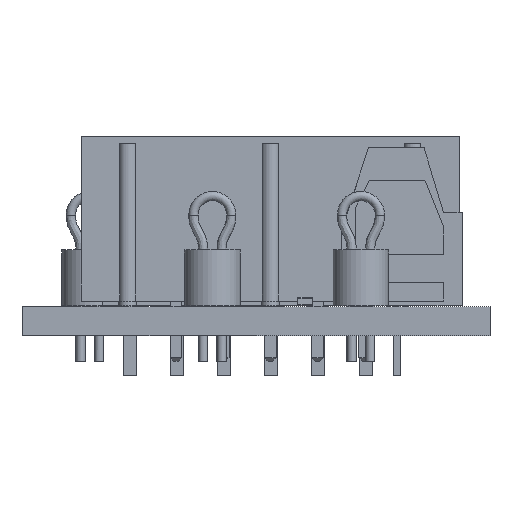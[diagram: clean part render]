
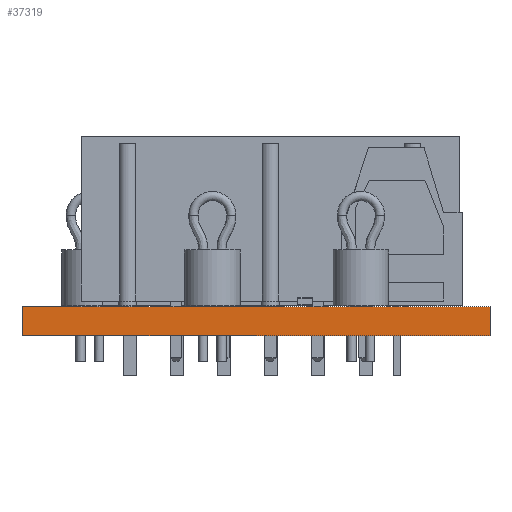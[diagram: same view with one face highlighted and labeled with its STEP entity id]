
A CAD part, front view. The second image highlights one B-rep face of the part: STEP entity #37319.
In plain terms, the highlighted planar face has unit normal (0, -1, 0).
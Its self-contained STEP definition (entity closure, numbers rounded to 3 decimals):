
#37319 = ADVANCED_FACE('',(#37320),#37334,.T.);
#37320 = FACE_BOUND('',#37321,.T.);
#37321 = EDGE_LOOP('',(#37322,#37357,#37385,#37413));
#37322 = ORIENTED_EDGE('',*,*,#37323,.T.);
#37323 = EDGE_CURVE('',#37324,#37326,#37328,.T.);
#37324 = VERTEX_POINT('',#37325);
#37325 = CARTESIAN_POINT('',(14.95,-34.67,0.));
#37326 = VERTEX_POINT('',#37327);
#37327 = CARTESIAN_POINT('',(14.95,-34.67,1.58));
#37328 = SURFACE_CURVE('',#37329,(#37333,#37345),.PCURVE_S1.);
#37329 = LINE('',#37330,#37331);
#37330 = CARTESIAN_POINT('',(14.95,-34.67,0.));
#37331 = VECTOR('',#37332,1.);
#37332 = DIRECTION('',(0.,0.,1.));
#37333 = PCURVE('',#37334,#37339);
#37334 = PLANE('',#37335);
#37335 = AXIS2_PLACEMENT_3D('',#37336,#37337,#37338);
#37336 = CARTESIAN_POINT('',(14.95,-34.67,0.));
#37337 = DIRECTION('',(0.,-1.,0.));
#37338 = DIRECTION('',(-1.,0.,0.));
#37339 = DEFINITIONAL_REPRESENTATION('',(#37340),#37344);
#37340 = LINE('',#37341,#37342);
#37341 = CARTESIAN_POINT('',(0.,-0.));
#37342 = VECTOR('',#37343,1.);
#37343 = DIRECTION('',(0.,-1.));
#37344 = ( GEOMETRIC_REPRESENTATION_CONTEXT(2) 
PARAMETRIC_REPRESENTATION_CONTEXT() REPRESENTATION_CONTEXT('2D SPACE',''
  ) );
#37345 = PCURVE('',#37346,#37351);
#37346 = PLANE('',#37347);
#37347 = AXIS2_PLACEMENT_3D('',#37348,#37349,#37350);
#37348 = CARTESIAN_POINT('',(14.95,30.33,0.));
#37349 = DIRECTION('',(1.,0.,-0.));
#37350 = DIRECTION('',(0.,-1.,0.));
#37351 = DEFINITIONAL_REPRESENTATION('',(#37352),#37356);
#37352 = LINE('',#37353,#37354);
#37353 = CARTESIAN_POINT('',(65.,0.));
#37354 = VECTOR('',#37355,1.);
#37355 = DIRECTION('',(0.,-1.));
#37356 = ( GEOMETRIC_REPRESENTATION_CONTEXT(2) 
PARAMETRIC_REPRESENTATION_CONTEXT() REPRESENTATION_CONTEXT('2D SPACE',''
  ) );
#37357 = ORIENTED_EDGE('',*,*,#37358,.T.);
#37358 = EDGE_CURVE('',#37326,#37359,#37361,.T.);
#37359 = VERTEX_POINT('',#37360);
#37360 = CARTESIAN_POINT('',(-10.25,-34.67,1.58));
#37361 = SURFACE_CURVE('',#37362,(#37366,#37373),.PCURVE_S1.);
#37362 = LINE('',#37363,#37364);
#37363 = CARTESIAN_POINT('',(14.95,-34.67,1.58));
#37364 = VECTOR('',#37365,1.);
#37365 = DIRECTION('',(-1.,0.,0.));
#37366 = PCURVE('',#37334,#37367);
#37367 = DEFINITIONAL_REPRESENTATION('',(#37368),#37372);
#37368 = LINE('',#37369,#37370);
#37369 = CARTESIAN_POINT('',(0.,-1.58));
#37370 = VECTOR('',#37371,1.);
#37371 = DIRECTION('',(1.,0.));
#37372 = ( GEOMETRIC_REPRESENTATION_CONTEXT(2) 
PARAMETRIC_REPRESENTATION_CONTEXT() REPRESENTATION_CONTEXT('2D SPACE',''
  ) );
#37373 = PCURVE('',#37374,#37379);
#37374 = PLANE('',#37375);
#37375 = AXIS2_PLACEMENT_3D('',#37376,#37377,#37378);
#37376 = CARTESIAN_POINT('',(2.35,-2.17,1.58));
#37377 = DIRECTION('',(-0.,-0.,-1.));
#37378 = DIRECTION('',(-1.,0.,0.));
#37379 = DEFINITIONAL_REPRESENTATION('',(#37380),#37384);
#37380 = LINE('',#37381,#37382);
#37381 = CARTESIAN_POINT('',(-12.6,-32.5));
#37382 = VECTOR('',#37383,1.);
#37383 = DIRECTION('',(1.,0.));
#37384 = ( GEOMETRIC_REPRESENTATION_CONTEXT(2) 
PARAMETRIC_REPRESENTATION_CONTEXT() REPRESENTATION_CONTEXT('2D SPACE',''
  ) );
#37385 = ORIENTED_EDGE('',*,*,#37386,.F.);
#37386 = EDGE_CURVE('',#37387,#37359,#37389,.T.);
#37387 = VERTEX_POINT('',#37388);
#37388 = CARTESIAN_POINT('',(-10.25,-34.67,0.));
#37389 = SURFACE_CURVE('',#37390,(#37394,#37401),.PCURVE_S1.);
#37390 = LINE('',#37391,#37392);
#37391 = CARTESIAN_POINT('',(-10.25,-34.67,0.));
#37392 = VECTOR('',#37393,1.);
#37393 = DIRECTION('',(0.,0.,1.));
#37394 = PCURVE('',#37334,#37395);
#37395 = DEFINITIONAL_REPRESENTATION('',(#37396),#37400);
#37396 = LINE('',#37397,#37398);
#37397 = CARTESIAN_POINT('',(25.2,0.));
#37398 = VECTOR('',#37399,1.);
#37399 = DIRECTION('',(0.,-1.));
#37400 = ( GEOMETRIC_REPRESENTATION_CONTEXT(2) 
PARAMETRIC_REPRESENTATION_CONTEXT() REPRESENTATION_CONTEXT('2D SPACE',''
  ) );
#37401 = PCURVE('',#37402,#37407);
#37402 = PLANE('',#37403);
#37403 = AXIS2_PLACEMENT_3D('',#37404,#37405,#37406);
#37404 = CARTESIAN_POINT('',(-10.25,-34.67,0.));
#37405 = DIRECTION('',(-1.,0.,0.));
#37406 = DIRECTION('',(0.,1.,0.));
#37407 = DEFINITIONAL_REPRESENTATION('',(#37408),#37412);
#37408 = LINE('',#37409,#37410);
#37409 = CARTESIAN_POINT('',(0.,0.));
#37410 = VECTOR('',#37411,1.);
#37411 = DIRECTION('',(0.,-1.));
#37412 = ( GEOMETRIC_REPRESENTATION_CONTEXT(2) 
PARAMETRIC_REPRESENTATION_CONTEXT() REPRESENTATION_CONTEXT('2D SPACE',''
  ) );
#37413 = ORIENTED_EDGE('',*,*,#37414,.F.);
#37414 = EDGE_CURVE('',#37324,#37387,#37415,.T.);
#37415 = SURFACE_CURVE('',#37416,(#37420,#37427),.PCURVE_S1.);
#37416 = LINE('',#37417,#37418);
#37417 = CARTESIAN_POINT('',(14.95,-34.67,0.));
#37418 = VECTOR('',#37419,1.);
#37419 = DIRECTION('',(-1.,0.,0.));
#37420 = PCURVE('',#37334,#37421);
#37421 = DEFINITIONAL_REPRESENTATION('',(#37422),#37426);
#37422 = LINE('',#37423,#37424);
#37423 = CARTESIAN_POINT('',(0.,-0.));
#37424 = VECTOR('',#37425,1.);
#37425 = DIRECTION('',(1.,0.));
#37426 = ( GEOMETRIC_REPRESENTATION_CONTEXT(2) 
PARAMETRIC_REPRESENTATION_CONTEXT() REPRESENTATION_CONTEXT('2D SPACE',''
  ) );
#37427 = PCURVE('',#37428,#37433);
#37428 = PLANE('',#37429);
#37429 = AXIS2_PLACEMENT_3D('',#37430,#37431,#37432);
#37430 = CARTESIAN_POINT('',(2.35,-2.17,0.));
#37431 = DIRECTION('',(-0.,-0.,-1.));
#37432 = DIRECTION('',(-1.,0.,0.));
#37433 = DEFINITIONAL_REPRESENTATION('',(#37434),#37438);
#37434 = LINE('',#37435,#37436);
#37435 = CARTESIAN_POINT('',(-12.6,-32.5));
#37436 = VECTOR('',#37437,1.);
#37437 = DIRECTION('',(1.,0.));
#37438 = ( GEOMETRIC_REPRESENTATION_CONTEXT(2) 
PARAMETRIC_REPRESENTATION_CONTEXT() REPRESENTATION_CONTEXT('2D SPACE',''
  ) );
